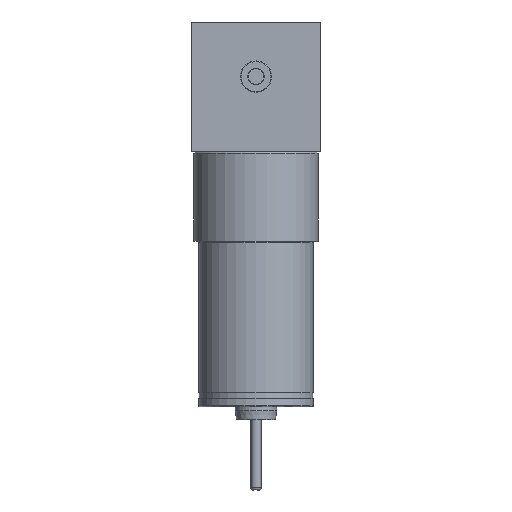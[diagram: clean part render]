
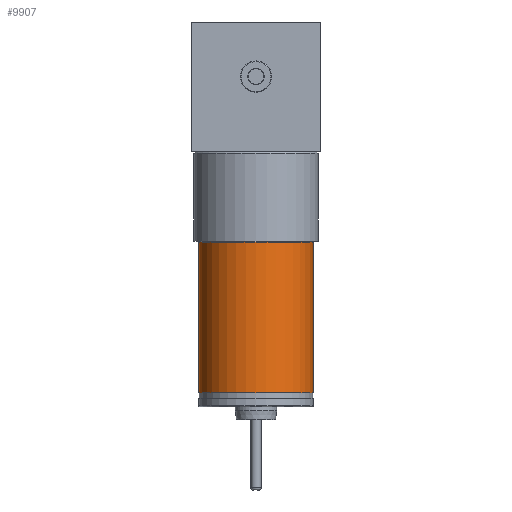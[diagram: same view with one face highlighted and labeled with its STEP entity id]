
A CAD part, front view. The second image highlights one B-rep face of the part: STEP entity #9907.
In plain terms, the highlighted cylindrical face has radius 11 mm (diameter 22 mm), a partial arc.
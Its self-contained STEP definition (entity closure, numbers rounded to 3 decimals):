
#1091 = ORIENTED_EDGE ( 'NONE', *, *, #16428, .T. ) ;
#1589 = DIRECTION ( 'NONE',  ( 0., 0., -1. ) ) ;
#1774 = CARTESIAN_POINT ( 'NONE',  ( 130.943, 105., -11. ) ) ;
#1789 = DIRECTION ( 'NONE',  ( 1., 0., 0. ) ) ;
#2054 = LINE ( 'NONE', #16267, #16914 ) ;
#2315 = CYLINDRICAL_SURFACE ( 'NONE', #9733, 11. ) ;
#2967 = VERTEX_POINT ( 'NONE', #15151 ) ;
#3486 = FACE_OUTER_BOUND ( 'NONE', #7674, .T. ) ;
#3509 = CARTESIAN_POINT ( 'NONE',  ( 180.261, 105., 0. ) ) ;
#4215 = VERTEX_POINT ( 'NONE', #1774 ) ;
#5006 = DIRECTION ( 'NONE',  ( 1., 0., 0. ) ) ;
#5022 = DIRECTION ( 'NONE',  ( 1., 0., 0. ) ) ;
#5677 = ORIENTED_EDGE ( 'NONE', *, *, #17456, .F. ) ;
#5847 = CIRCLE ( 'NONE', #6452, 11. ) ;
#6452 = AXIS2_PLACEMENT_3D ( 'NONE', #18146, #16218, #1589 ) ;
#6690 = LINE ( 'NONE', #9779, #17763 ) ;
#6746 = DIRECTION ( 'NONE',  ( 1., 0., 0. ) ) ;
#7309 = AXIS2_PLACEMENT_3D ( 'NONE', #13861, #1789, #9360 ) ;
#7467 = VERTEX_POINT ( 'NONE', #13526 ) ;
#7674 = EDGE_LOOP ( 'NONE', ( #1091, #12908, #5677, #12292 ) ) ;
#7821 = CARTESIAN_POINT ( 'NONE',  ( 130.943, 105., 11. ) ) ;
#9360 = DIRECTION ( 'NONE',  ( 0., 0., -1. ) ) ;
#9733 = AXIS2_PLACEMENT_3D ( 'NONE', #3509, #5022, #15530 ) ;
#9779 = CARTESIAN_POINT ( 'NONE',  ( 180.261, 105., -11. ) ) ;
#9907 = ADVANCED_FACE ( 'NONE', ( #3486 ), #2315, .T. ) ;
#10161 = EDGE_CURVE ( 'NONE', #13758, #7467, #2054, .T. ) ;
#12292 = ORIENTED_EDGE ( 'NONE', *, *, #14293, .F. ) ;
#12908 = ORIENTED_EDGE ( 'NONE', *, *, #10161, .T. ) ;
#13526 = CARTESIAN_POINT ( 'NONE',  ( 159.893, 105., 11. ) ) ;
#13758 = VERTEX_POINT ( 'NONE', #7821 ) ;
#13861 = CARTESIAN_POINT ( 'NONE',  ( 130.943, 105., 0. ) ) ;
#14293 = EDGE_CURVE ( 'NONE', #4215, #2967, #6690, .T. ) ;
#15151 = CARTESIAN_POINT ( 'NONE',  ( 159.893, 105., -11. ) ) ;
#15530 = DIRECTION ( 'NONE',  ( 0., 0., -1. ) ) ;
#16218 = DIRECTION ( 'NONE',  ( 1., 0., 0. ) ) ;
#16267 = CARTESIAN_POINT ( 'NONE',  ( 180.261, 105., 11. ) ) ;
#16428 = EDGE_CURVE ( 'NONE', #4215, #13758, #18630, .T. ) ;
#16914 = VECTOR ( 'NONE', #5006, 1000. ) ;
#17456 = EDGE_CURVE ( 'NONE', #2967, #7467, #5847, .T. ) ;
#17763 = VECTOR ( 'NONE', #6746, 1000. ) ;
#18146 = CARTESIAN_POINT ( 'NONE',  ( 159.893, 105., 0. ) ) ;
#18630 = CIRCLE ( 'NONE', #7309, 11. ) ;
